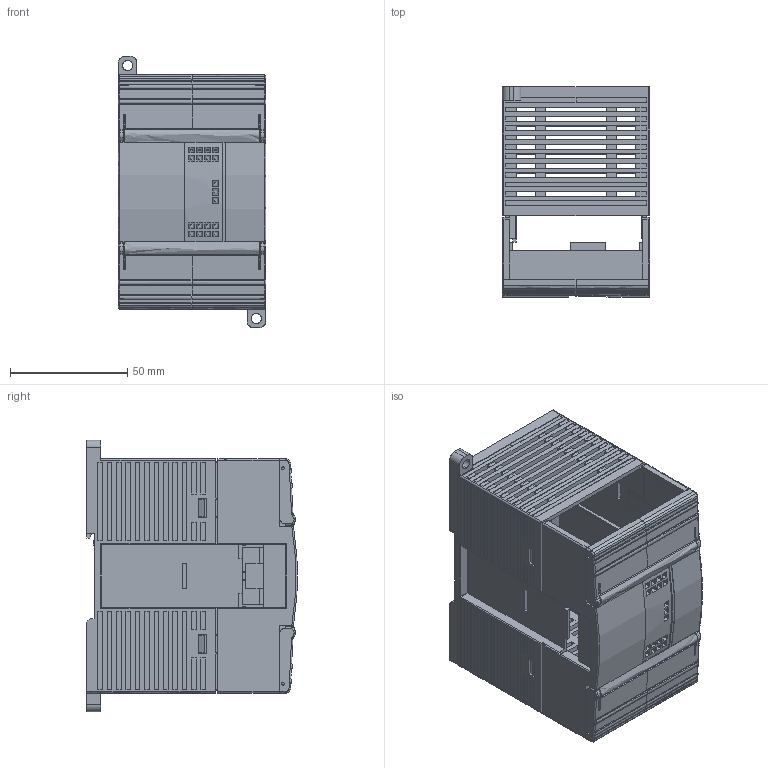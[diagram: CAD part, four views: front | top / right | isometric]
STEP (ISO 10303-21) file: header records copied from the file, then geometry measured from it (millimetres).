
FILE_DESCRIPTION(/* description */ (''),/* implementation_level */ '2;1');
FILE_NAME(/* name */ 'XD-E1W~1',/* time_stamp */ '2020-10-13T12:20:55+08:00',/* author */ (''),/* organization */ (''),/* preprocessor_version */ 'ST-DEVELOPER v15',/* originating_system */ '',/* authorisation */ '');
FILE_SCHEMA (('AUTOMOTIVE_DESIGN'));
Length unit declared in the file: millimetre
Products named in the file (1): Document
Bounding box: 63.05 x 89.81 x 116 mm (x, y, z)
Volume: 1907.2 mm3; surface area: 95272.6 mm2
Topology: 1 solids, 5 shells, 1682 faces, 4918 edges, 3207 vertices
Faces by surface type: plane 1258, bspline 424
Entity records: 64050 total; most frequent: CARTESIAN_POINT 32480, ORIENTED_EDGE 9671, EDGE_CURVE 4894, B_SPLINE_CURVE_WITH_KNOTS 4305, VERTEX_POINT 3207, EDGE_LOOP 1927, ADVANCED_FACE 1682, FACE_OUTER_BOUND 1682
